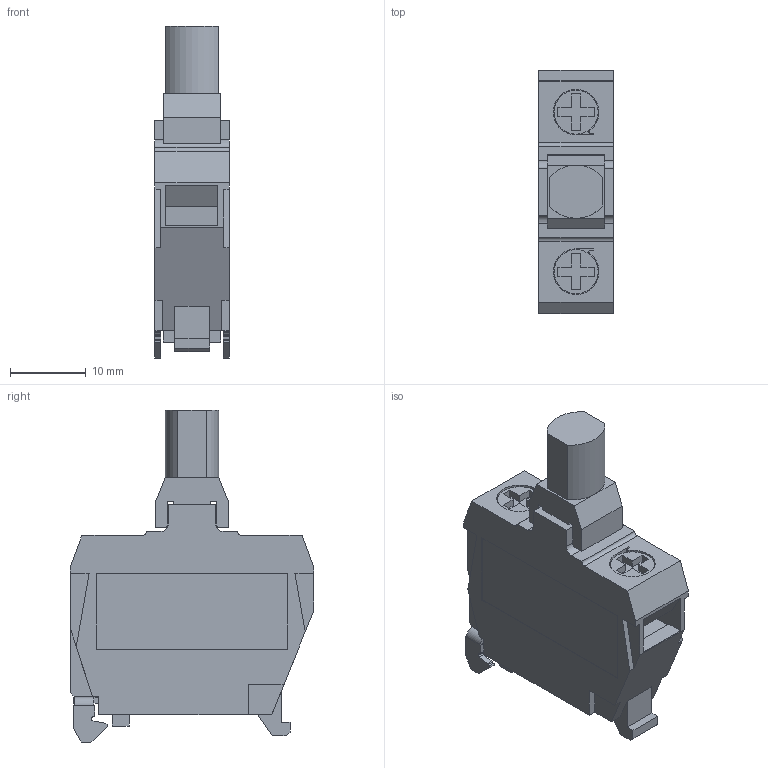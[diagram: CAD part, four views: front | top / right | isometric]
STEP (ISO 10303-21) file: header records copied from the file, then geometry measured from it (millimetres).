
FILE_DESCRIPTION((''),'2;1');
FILE_NAME('ZALVB1-3D_ASM','2020-12-16T12:54:23',('SESA231899'),('Schneider-Electric'),'CREO PARAMETRIC BY PTC INC, 2019164','CREO PARAMETRIC BY PTC INC, 2019164','');
FILE_SCHEMA(('AP242_MANAGED_MODEL_BASED_3D_ENGINEERING_MIM_LF { 1 0 10303 442 1 1 4 }'));
Length unit declared in the file: millimetre
Products named in the file (3): ZALVB1-3D_BASE; ZALVB1-3D_152804300AF6; ZALVB1-3D_ASM
Assembly tree (2 placements, depth 2):
  ZALVB1-3D_ASM
    ZALVB1-3D_BASE
    ZALVB1-3D_152804300AF6
Bounding box: 9.82 x 32 x 43.7 mm (x, y, z)
Volume: 6897.4 mm3; surface area: 4551 mm2
Topology: 2 solids, 2 shells, 223 faces, 614 edges, 418 vertices
Faces by surface type: plane 189, cylinder 34
Entity records: 35101 total; most frequent: CARTESIAN_POINT 28022, DIRECTION 1214, ORIENTED_EDGE 1210, EDGE_CURVE 605, VECTOR 544, LINE 544, POLYLINE 462, VERTEX_POINT 400
